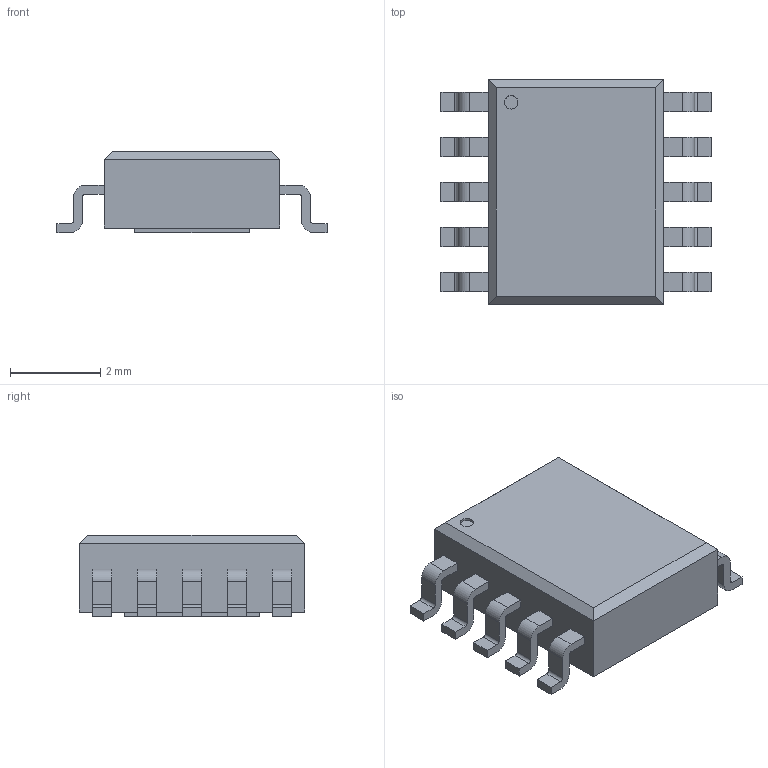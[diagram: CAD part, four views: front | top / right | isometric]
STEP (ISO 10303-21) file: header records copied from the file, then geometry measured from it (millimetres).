
FILE_DESCRIPTION(/* description */ (''),/* implementation_level */ '2;1');
FILE_NAME(/* name */ 'soic_1626298863063.stp',/* time_stamp */ '2021-07-14T21:41:08+00:00',/* author */ (''),/* organization */ (''),/* preprocessor_version */ 'ST-DEVELOPER v18.1',/* originating_system */ 'ASM',/* authorisation */ '');
FILE_SCHEMA (('AUTOMOTIVE_DESIGN { 1 0 10303 214 3 1 1 }'));
Length unit declared in the file: millimetre
Products named in the file (1): soic_1626298863063
Bounding box: 6 x 5 x 1.8 mm (x, y, z)
Volume: 35.1 mm3; surface area: 90.6 mm2
Topology: 1 solids, 1 shells, 147 faces, 395 edges, 262 vertices
Faces by surface type: plane 106, cylinder 41
Full cylindrical faces by diameter (mm): 0.3 x1
Entity records: 4758 total; most frequent: CARTESIAN_POINT 805, ORIENTED_EDGE 790, DIRECTION 773, EDGE_CURVE 395, LINE 313, VECTOR 313, VERTEX_POINT 262, AXIS2_PLACEMENT_3D 230
